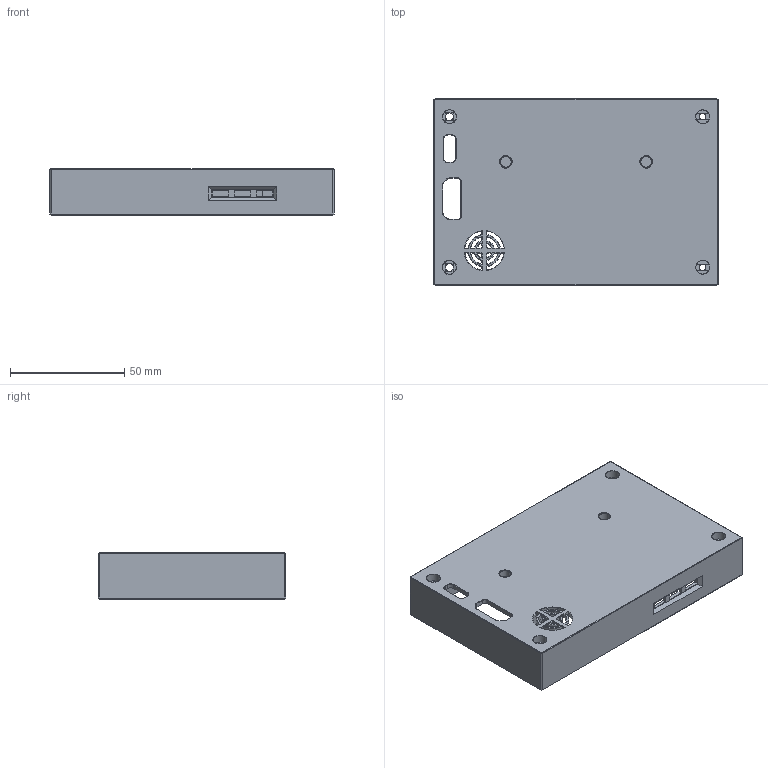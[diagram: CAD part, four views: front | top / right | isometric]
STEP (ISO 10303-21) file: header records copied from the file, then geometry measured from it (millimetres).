
FILE_DESCRIPTION(/* description */ ('Open CASCADE Model','CAx-IF Rec.Pracs.---Representation and Presentation of Product Manufacturing Information (PMI)---4.0---2014-10-13'),/* implementation_level */ '2;1');
FILE_NAME(/* name */ 'BIGTREETECH HDMI5 Mount for Doom.step',/* time_stamp */ '2025-02-08T11:13:56-05:00',/* author */ (''),/* organization */ (''),/* preprocessor_version */ 'ST-DEVELOPER v20',/* originating_system */ 'Autodesk Translation Framework v13.20.0.188',/* authorisation */ '');
FILE_SCHEMA (('AP242_MANAGED_MODEL_BASED_3D_ENGINEERING_MIM_LF { 1 0 10303 442 1 1 4 }'));
Length unit declared in the file: millimetre
Products named in the file (1): PCB
Bounding box: 124.6 x 82.2 x 20.29 mm (x, y, z)
Volume: 62125.1 mm3; surface area: 38511.3 mm2
Topology: 1 solids, 1 shells, 424 faces, 1019 edges, 606 vertices
Faces by surface type: plane 225, cylinder 131, cone 43, torus 15, sphere 10
Full cylindrical faces by diameter (mm): 2.8 x2, 3.4 x2, 4.7 x2, 6 x4, 8 x2
Entity records: 12392 total; most frequent: CARTESIAN_POINT 2411, DIRECTION 2096, ORIENTED_EDGE 2038, EDGE_CURVE 1019, AXIS2_PLACEMENT_3D 717, LINE 662, VECTOR 662, VERTEX_POINT 606
